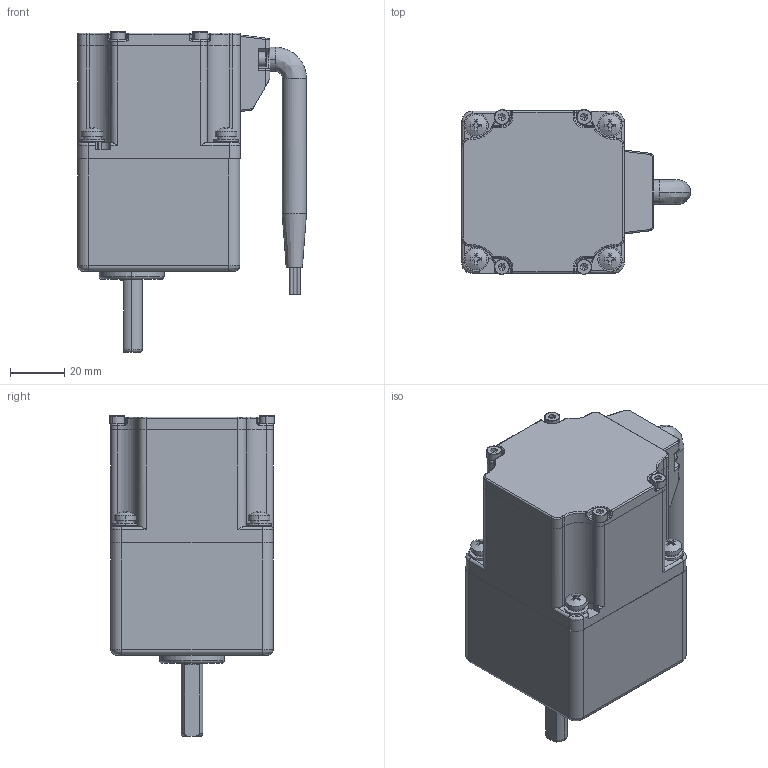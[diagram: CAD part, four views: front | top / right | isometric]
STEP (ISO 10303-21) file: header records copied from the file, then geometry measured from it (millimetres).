
FILE_DESCRIPTION (( 'STEP AP203' ), '1' );
FILE_NAME ('60都寞淕儂.STEP', '2021-07-13T03:14:59', ( '' ), ( '' ), 'SwSTEP 2.0', 'SolidWorks 2021', '' );
FILE_SCHEMA (( 'CONFIG_CONTROL_DESIGN' ));
Length unit declared in the file: millimetre
Products named in the file (11): Z2BLD15-24GN-30S 綴傷裔; 竘堤盄; Z2BLD15-24GN-30S 儂褲; Cross recessed pan head screws GB_GB_CROSS_SCREWS_TYPE1 M4X25-25  H type-C_1; 60喘謫眊_1; Plain washers--Product grade C GB_GB_FASTENER_WASHER_SMWC 4_1; 堤盄殤_1; 60都寞淕儂; 60萇儂蚾饜极; Spring lock washers--Normal type GB_GB_FASTENER_WASHER_SW 4_1; M3蹟隊
Assembly tree (24 placements, depth 3):
  60都寞淕儂
    60萇儂蚾饜极
      Z2BLD15-24GN-30S 儂褲
      Z2BLD15-24GN-30S 綴傷裔
      M3蹟隊  x6
      竘堤盄
      堤盄殤_1
    Cross recessed pan head screws GB_GB_CROSS_SCREWS_TYPE1 M4X25-25  H type-C_1  x4
    60喘謫眊_1
    Plain washers--Product grade C GB_GB_FASTENER_WASHER_SMWC 4_1  x4
    Spring lock washers--Normal type GB_GB_FASTENER_WASHER_SW 4_1  x4
Bounding box: 84.64 x 60.9 x 118.5 mm (x, y, z)
Volume: 206992.3 mm3; surface area: 64550.5 mm2
Topology: 23 solids, 23 shells, 785 faces, 1853 edges, 1150 vertices
Faces by surface type: plane 322, cylinder 308, bspline 116, cone 32, torus 7
Entity records: 23241 total; most frequent: CARTESIAN_POINT 9016, ORIENTED_EDGE 2680, DIRECTION 2628, EDGE_CURVE 1340, AXIS2_PLACEMENT_3D 1018, VERTEX_POINT 833, EDGE_LOOP 633, LINE 592
